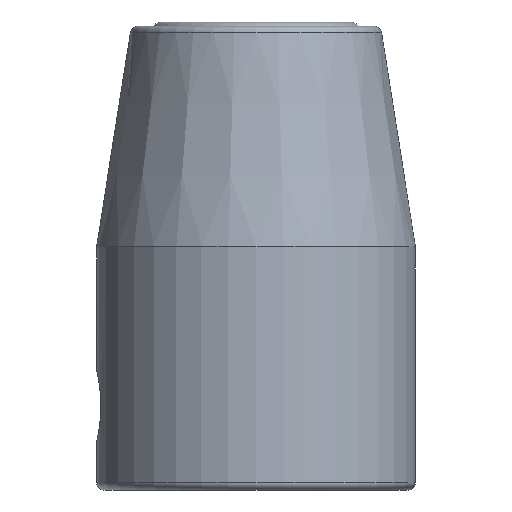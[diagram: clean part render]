
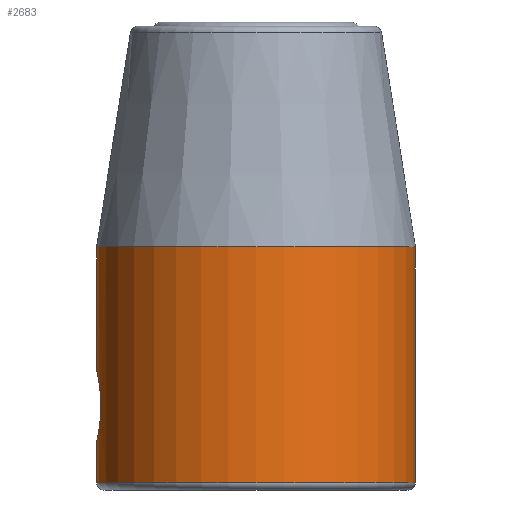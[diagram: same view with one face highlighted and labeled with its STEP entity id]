
A CAD part, left-side view. The second image highlights one B-rep face of the part: STEP entity #2683.
In plain terms, the highlighted cylindrical face has radius 11 mm (diameter 22 mm), a partial arc.
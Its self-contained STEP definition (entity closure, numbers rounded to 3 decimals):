
#2164=CARTESIAN_POINT('',(0.,0.,0.5));
#2165=DIRECTION('',(0.,0.,1.));
#2166=DIRECTION('',(0.,1.,0.));
#2167=AXIS2_PLACEMENT_3D('',#2164,#2165,#2166);
#2173=CARTESIAN_POINT('',(0.,11.,8.3));
#2174=CARTESIAN_POINT('',(-0.165,11.,8.3));
#2175=CARTESIAN_POINT('',(-0.488,10.993,
8.268));
#2176=CARTESIAN_POINT('',(-0.96,10.961,
8.126));
#2177=CARTESIAN_POINT('',(-1.393,10.914,7.895));
#2178=CARTESIAN_POINT('',(-1.772,10.858,7.586));
#2179=CARTESIAN_POINT('',(-2.084,10.802,7.209));
#2180=CARTESIAN_POINT('',(-2.318,10.753,6.778));
#2181=CARTESIAN_POINT('',(-2.465,10.72,6.304));
#2182=CARTESIAN_POINT('',(-2.516,10.708,5.809));
#2183=CARTESIAN_POINT('',(-2.469,10.719,5.315));
#2184=CARTESIAN_POINT('',(-2.326,10.752,4.841));
#2185=CARTESIAN_POINT('',(-2.094,10.8,4.405));
#2186=CARTESIAN_POINT('',(-1.782,10.857,4.023));
#2187=CARTESIAN_POINT('',(-1.401,10.913,3.71));
#2188=CARTESIAN_POINT('',(-0.967,10.961,
3.477));
#2189=CARTESIAN_POINT('',(-0.492,10.993,
3.332));
#2190=CARTESIAN_POINT('',(-0.166,11.,3.3));
#2191=CARTESIAN_POINT('',(0.,11.,3.3));
#2196=CARTESIAN_POINT('',(0.,0.,16.776));
#2197=DIRECTION('',(0.,0.,1.));
#2198=DIRECTION('',(0.,1.,0.));
#2199=AXIS2_PLACEMENT_3D('',#2196,#2197,#2198);
#2228=DIRECTION('',(0.,0.,1.));
#2229=VECTOR('',#2228,16.276);
#2230=CARTESIAN_POINT('',(0.,-11.,0.5));
#2231=LINE('',#2230,#2229);
#2243=DIRECTION('',(0.,0.,1.));
#2244=VECTOR('',#2243,8.476);
#2245=CARTESIAN_POINT('',(0.,11.,8.3));
#2246=LINE('',#2245,#2244);
#2273=DIRECTION('',(0.,0.,1.));
#2274=VECTOR('',#2273,2.8);
#2275=CARTESIAN_POINT('',(0.,11.,0.5));
#2276=LINE('',#2275,#2274);
#2614=VERTEX_POINT('',#2173);
#2615=VERTEX_POINT('',#2191);
#2636=CARTESIAN_POINT('',(0.,11.,16.776));
#2637=VERTEX_POINT('',#2636);
#2638=CARTESIAN_POINT('',(0.,-11.,0.5));
#2639=CARTESIAN_POINT('',(0.,11.,0.5));
#2640=VERTEX_POINT('',#2638);
#2641=VERTEX_POINT('',#2639);
#2646=CARTESIAN_POINT('',(0.,-11.,16.776));
#2647=VERTEX_POINT('',#2646);
#2664=CARTESIAN_POINT('',(0.,0.,-1.6));
#2665=DIRECTION('',(0.,0.,1.));
#2666=DIRECTION('',(0.,1.,0.));
#2667=AXIS2_PLACEMENT_3D('',#2664,#2665,#2666);
#2668=CYLINDRICAL_SURFACE('',#2667,11.);
#2670=ORIENTED_EDGE('',*,*,#2669,.F.);
#2672=ORIENTED_EDGE('',*,*,#2671,.T.);
#2674=ORIENTED_EDGE('',*,*,#2673,.F.);
#2676=ORIENTED_EDGE('',*,*,#2675,.T.);
#2678=ORIENTED_EDGE('',*,*,#2677,.T.);
#2680=ORIENTED_EDGE('',*,*,#2679,.F.);
#2681=EDGE_LOOP('',(#2670,#2672,#2674,#2676,#2678,#2680));
#2682=FACE_OUTER_BOUND('',#2681,.F.);
#2683=ADVANCED_FACE('',(#2682),#2668,.T.);
#2168=CIRCLE('',#2167,11.);
#2192=B_SPLINE_CURVE_WITH_KNOTS('',3,(#2173,#2174,#2175,#2176,#2177,#2178,#2179,
#2180,#2181,#2182,#2183,#2184,#2185,#2186,#2187,#2188,#2189,#2190,#2191),
.UNSPECIFIED.,.F.,.F.,(4,1,1,1,1,1,1,1,1,1,1,1,1,1,1,1,4),(0.,0.063,0.125,
0.188,0.25,0.313,0.375,0.438,0.5,0.563,0.625,0.688,
0.75,0.813,0.875,0.938,1.),.UNSPECIFIED.);
#2200=CIRCLE('',#2199,11.);
#2669=EDGE_CURVE('',#2641,#2640,#2168,.T.);
#2671=EDGE_CURVE('',#2641,#2615,#2276,.T.);
#2673=EDGE_CURVE('',#2614,#2615,#2192,.T.);
#2675=EDGE_CURVE('',#2614,#2637,#2246,.T.);
#2677=EDGE_CURVE('',#2637,#2647,#2200,.T.);
#2679=EDGE_CURVE('',#2640,#2647,#2231,.T.);
